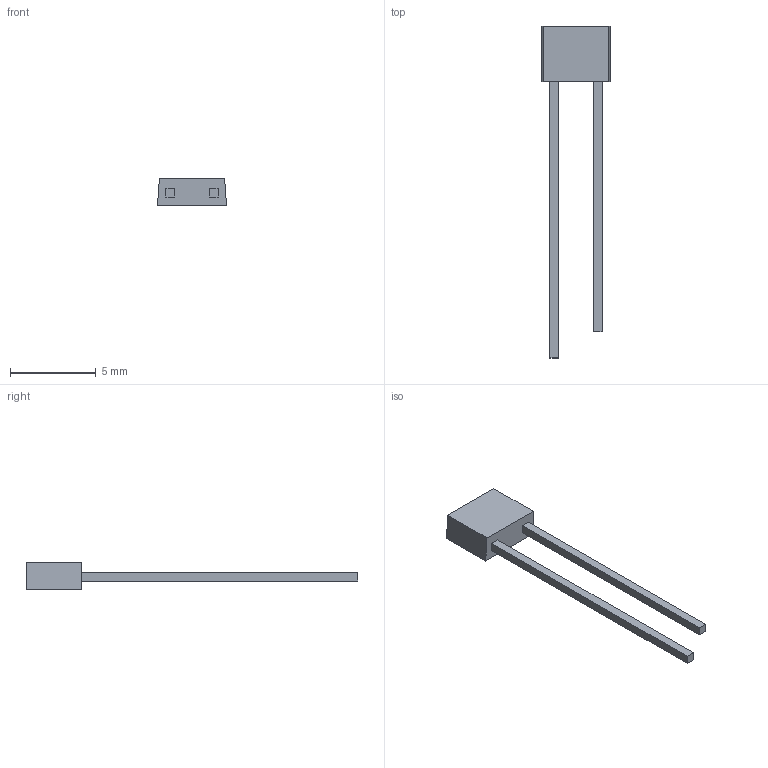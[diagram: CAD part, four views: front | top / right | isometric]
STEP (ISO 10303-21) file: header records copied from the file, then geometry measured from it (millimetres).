
FILE_DESCRIPTION (( 'STEP AP214' ), '1' );
FILE_NAME ('OP268FA.STEP', '2018-03-29T13:23:50', ( '' ), ( '' ), 'SwSTEP 2.0', 'SolidWorks 2015', '' );
FILE_SCHEMA (( 'AUTOMOTIVE_DESIGN' ));
Length unit declared in the file: inch
Products named in the file (1): OP268FA
Bounding box: 4.03 x 19.37 x 1.6 mm (x, y, z)
Volume: 28.2 mm3; surface area: 110.7 mm2
Topology: 1 solids, 1 shells, 16 faces, 36 edges, 24 vertices
Faces by surface type: plane 16
Entity records: 610 total; most frequent: CARTESIAN_POINT 77, ORIENTED_EDGE 72, DIRECTION 70, VECTOR 36, EDGE_CURVE 36, LINE 36, VERTEX_POINT 24, EDGE_LOOP 18
